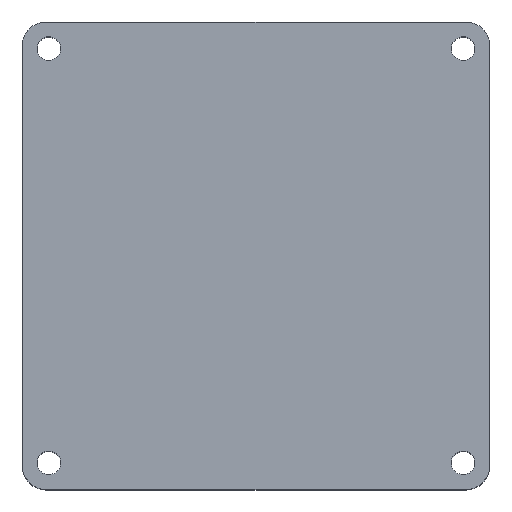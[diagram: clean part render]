
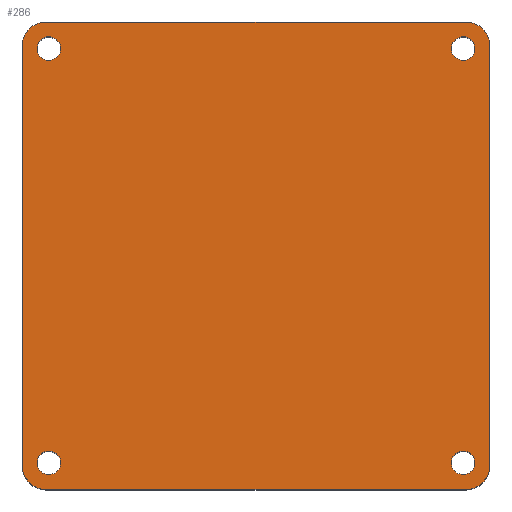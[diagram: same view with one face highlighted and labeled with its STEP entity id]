
A CAD part, top view. The second image highlights one B-rep face of the part: STEP entity #286.
In plain terms, the highlighted planar face has unit normal (0, 0, 1).
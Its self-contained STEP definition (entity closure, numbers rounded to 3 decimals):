
#36 = ORIENTED_EDGE ( 'NONE', *, *, #915, .F. ) ;
#59 = VERTEX_POINT ( 'NONE', #481 ) ;
#65 = AXIS2_PLACEMENT_3D ( 'NONE', #1593, #1316, #195 ) ;
#90 = CARTESIAN_POINT ( 'NONE',  ( 185., 175., 250. ) ) ;
#93 = DIRECTION ( 'NONE',  ( 0., 1., 0. ) ) ;
#126 = ORIENTED_EDGE ( 'NONE', *, *, #255, .T. ) ;
#144 = DIRECTION ( 'NONE',  ( -1., 0., 0. ) ) ;
#153 = DIRECTION ( 'NONE',  ( 0., 0., 1. ) ) ;
#180 = VERTEX_POINT ( 'NONE', #1625 ) ;
#191 = AXIS2_PLACEMENT_3D ( 'NONE', #439, #719, #1535 ) ;
#195 = DIRECTION ( 'NONE',  ( 1., 0., 0. ) ) ;
#209 = VERTEX_POINT ( 'NONE', #1763 ) ;
#230 = ORIENTED_EDGE ( 'NONE', *, *, #1564, .T. ) ;
#236 = VECTOR ( 'NONE', #932, 1000. ) ;
#251 = CIRCLE ( 'NONE', #1500, 20. ) ;
#255 = EDGE_CURVE ( 'NONE', #1651, #209, #1419, .T. ) ;
#276 = CARTESIAN_POINT ( 'NONE',  ( -177.5, -197.5, 250. ) ) ;
#279 = DIRECTION ( 'NONE',  ( 0., 0., 1. ) ) ;
#286 = ADVANCED_FACE ( 'NONE', ( #1140, #1278, #1560, #1033, #1439 ), #814, .F. ) ;
#295 = VERTEX_POINT ( 'NONE', #1337 ) ;
#331 = CARTESIAN_POINT ( 'NONE',  ( -177.5, 197.5, 250. ) ) ;
#349 = ORIENTED_EDGE ( 'NONE', *, *, #489, .F. ) ;
#356 = DIRECTION ( 'NONE',  ( 1., 0., 0. ) ) ;
#366 = CARTESIAN_POINT ( 'NONE',  ( -185., 175., 250. ) ) ;
#381 = EDGE_CURVE ( 'NONE', #855, #402, #790, .T. ) ;
#386 = AXIS2_PLACEMENT_3D ( 'NONE', #397, #1255, #1112 ) ;
#387 = EDGE_LOOP ( 'NONE', ( #36, #1144 ) ) ;
#397 = CARTESIAN_POINT ( 'NONE',  ( -175., 175., 250. ) ) ;
#402 = VERTEX_POINT ( 'NONE', #1616 ) ;
#433 = ORIENTED_EDGE ( 'NONE', *, *, #650, .F. ) ;
#439 = CARTESIAN_POINT ( 'NONE',  ( -175., -175., 250. ) ) ;
#466 = DIRECTION ( 'NONE',  ( 1., 0., 0. ) ) ;
#481 = CARTESIAN_POINT ( 'NONE',  ( -177.5, 197.5, 250. ) ) ;
#482 = LINE ( 'NONE', #1746, #1243 ) ;
#489 = EDGE_CURVE ( 'NONE', #1095, #1234, #959, .T. ) ;
#492 = CARTESIAN_POINT ( 'NONE',  ( 175., -175., 250. ) ) ;
#510 = CIRCLE ( 'NONE', #956, 10. ) ;
#517 = EDGE_CURVE ( 'NONE', #1234, #1095, #1050, .T. ) ;
#526 = ORIENTED_EDGE ( 'NONE', *, *, #381, .T. ) ;
#533 = ORIENTED_EDGE ( 'NONE', *, *, #765, .T. ) ;
#534 = DIRECTION ( 'NONE',  ( 0., 0., 1. ) ) ;
#544 = EDGE_CURVE ( 'NONE', #1421, #1651, #251, .T. ) ;
#570 = DIRECTION ( 'NONE',  ( -1., 0., 0. ) ) ;
#580 = EDGE_LOOP ( 'NONE', ( #730, #969 ) ) ;
#650 = EDGE_CURVE ( 'NONE', #689, #180, #510, .T. ) ;
#660 = AXIS2_PLACEMENT_3D ( 'NONE', #1295, #1697, #1603 ) ;
#662 = EDGE_CURVE ( 'NONE', #799, #1421, #482, .T. ) ;
#664 = ORIENTED_EDGE ( 'NONE', *, *, #1321, .T. ) ;
#678 = CARTESIAN_POINT ( 'NONE',  ( 197.5, 177.5, 250. ) ) ;
#689 = VERTEX_POINT ( 'NONE', #910 ) ;
#719 = DIRECTION ( 'NONE',  ( 0., 0., 1. ) ) ;
#730 = ORIENTED_EDGE ( 'NONE', *, *, #1774, .F. ) ;
#765 = EDGE_CURVE ( 'NONE', #295, #855, #1238, .T. ) ;
#787 = DIRECTION ( 'NONE',  ( 1., 0., 0. ) ) ;
#790 = CIRCLE ( 'NONE', #935, 20. ) ;
#796 = CARTESIAN_POINT ( 'NONE',  ( -197.5, 177.5, 250. ) ) ;
#799 = VERTEX_POINT ( 'NONE', #796 ) ;
#811 = CARTESIAN_POINT ( 'NONE',  ( 165., 175., 250. ) ) ;
#814 = PLANE ( 'NONE',  #1306 ) ;
#837 = VECTOR ( 'NONE', #356, 1000. ) ;
#847 = VERTEX_POINT ( 'NONE', #366 ) ;
#855 = VERTEX_POINT ( 'NONE', #678 ) ;
#906 = CARTESIAN_POINT ( 'NONE',  ( -165., -175., 250. ) ) ;
#910 = CARTESIAN_POINT ( 'NONE',  ( 165., -175., 250. ) ) ;
#915 = EDGE_CURVE ( 'NONE', #1532, #1111, #1365, .T. ) ;
#917 = CIRCLE ( 'NONE', #1390, 10. ) ;
#920 = CIRCLE ( 'NONE', #1116, 20. ) ;
#932 = DIRECTION ( 'NONE',  ( -1., 0., 0. ) ) ;
#935 = AXIS2_PLACEMENT_3D ( 'NONE', #1125, #153, #144 ) ;
#938 = CARTESIAN_POINT ( 'NONE',  ( -177.5, -197.5, 250. ) ) ;
#941 = CARTESIAN_POINT ( 'NONE',  ( 177.5, -177.5, 250. ) ) ;
#953 = DIRECTION ( 'NONE',  ( 1., 0., 0. ) ) ;
#956 = AXIS2_PLACEMENT_3D ( 'NONE', #1311, #1571, #787 ) ;
#959 = CIRCLE ( 'NONE', #1077, 10. ) ;
#960 = ORIENTED_EDGE ( 'NONE', *, *, #544, .T. ) ;
#962 = CARTESIAN_POINT ( 'NONE',  ( 197.5, -177.5, 250. ) ) ;
#963 = ORIENTED_EDGE ( 'NONE', *, *, #517, .F. ) ;
#969 = ORIENTED_EDGE ( 'NONE', *, *, #1682, .F. ) ;
#975 = AXIS2_PLACEMENT_3D ( 'NONE', #941, #534, #953 ) ;
#996 = DIRECTION ( 'NONE',  ( 0., 0., 1. ) ) ;
#1013 = VECTOR ( 'NONE', #93, 1000. ) ;
#1031 = LINE ( 'NONE', #331, #236 ) ;
#1033 = FACE_BOUND ( 'NONE', #1075, .T. ) ;
#1050 = CIRCLE ( 'NONE', #191, 10. ) ;
#1061 = DIRECTION ( 'NONE',  ( 1., 0., 0. ) ) ;
#1068 = CARTESIAN_POINT ( 'NONE',  ( -177.5, -177.5, 250. ) ) ;
#1075 = EDGE_LOOP ( 'NONE', ( #433, #1504 ) ) ;
#1077 = AXIS2_PLACEMENT_3D ( 'NONE', #1543, #996, #1392 ) ;
#1079 = DIRECTION ( 'NONE',  ( 0., 0., 1. ) ) ;
#1092 = CIRCLE ( 'NONE', #660, 10. ) ;
#1095 = VERTEX_POINT ( 'NONE', #906 ) ;
#1111 = VERTEX_POINT ( 'NONE', #90 ) ;
#1112 = DIRECTION ( 'NONE',  ( 1., 0., 0. ) ) ;
#1116 = AXIS2_PLACEMENT_3D ( 'NONE', #1403, #1702, #1547 ) ;
#1117 = CIRCLE ( 'NONE', #65, 10. ) ;
#1120 = EDGE_CURVE ( 'NONE', #180, #689, #917, .T. ) ;
#1124 = CARTESIAN_POINT ( 'NONE',  ( -177.5, -177.5, 250. ) ) ;
#1125 = CARTESIAN_POINT ( 'NONE',  ( 177.5, 177.5, 250. ) ) ;
#1140 = FACE_OUTER_BOUND ( 'NONE', #1724, .T. ) ;
#1144 = ORIENTED_EDGE ( 'NONE', *, *, #1745, .F. ) ;
#1169 = VERTEX_POINT ( 'NONE', #1809 ) ;
#1234 = VERTEX_POINT ( 'NONE', #1816 ) ;
#1238 = LINE ( 'NONE', #962, #1013 ) ;
#1243 = VECTOR ( 'NONE', #1710, 1000. ) ;
#1255 = DIRECTION ( 'NONE',  ( 0., 0., 1. ) ) ;
#1278 = FACE_BOUND ( 'NONE', #580, .T. ) ;
#1295 = CARTESIAN_POINT ( 'NONE',  ( -175., 175., 250. ) ) ;
#1306 = AXIS2_PLACEMENT_3D ( 'NONE', #1068, #1357, #1748 ) ;
#1311 = CARTESIAN_POINT ( 'NONE',  ( 175., -175., 250. ) ) ;
#1316 = DIRECTION ( 'NONE',  ( 0., 0., 1. ) ) ;
#1321 = EDGE_CURVE ( 'NONE', #59, #799, #920, .T. ) ;
#1337 = CARTESIAN_POINT ( 'NONE',  ( 197.5, -177.5, 250. ) ) ;
#1357 = DIRECTION ( 'NONE',  ( 0., 0., -1. ) ) ;
#1365 = CIRCLE ( 'NONE', #1486, 10. ) ;
#1385 = ORIENTED_EDGE ( 'NONE', *, *, #1423, .T. ) ;
#1390 = AXIS2_PLACEMENT_3D ( 'NONE', #492, #1079, #1061 ) ;
#1392 = DIRECTION ( 'NONE',  ( 1., 0., 0. ) ) ;
#1403 = CARTESIAN_POINT ( 'NONE',  ( -177.5, 177.5, 250. ) ) ;
#1407 = CARTESIAN_POINT ( 'NONE',  ( 175., 175., 250. ) ) ;
#1419 = LINE ( 'NONE', #938, #837 ) ;
#1421 = VERTEX_POINT ( 'NONE', #1588 ) ;
#1423 = EDGE_CURVE ( 'NONE', #402, #59, #1031, .T. ) ;
#1439 = FACE_BOUND ( 'NONE', #1575, .T. ) ;
#1486 = AXIS2_PLACEMENT_3D ( 'NONE', #1407, #1720, #466 ) ;
#1500 = AXIS2_PLACEMENT_3D ( 'NONE', #1124, #279, #570 ) ;
#1504 = ORIENTED_EDGE ( 'NONE', *, *, #1120, .F. ) ;
#1515 = CIRCLE ( 'NONE', #975, 20. ) ;
#1532 = VERTEX_POINT ( 'NONE', #811 ) ;
#1535 = DIRECTION ( 'NONE',  ( 1., 0., 0. ) ) ;
#1543 = CARTESIAN_POINT ( 'NONE',  ( -175., -175., 250. ) ) ;
#1547 = DIRECTION ( 'NONE',  ( -1., 0., 0. ) ) ;
#1560 = FACE_BOUND ( 'NONE', #387, .T. ) ;
#1564 = EDGE_CURVE ( 'NONE', #209, #295, #1515, .T. ) ;
#1571 = DIRECTION ( 'NONE',  ( 0., 0., 1. ) ) ;
#1575 = EDGE_LOOP ( 'NONE', ( #963, #349 ) ) ;
#1588 = CARTESIAN_POINT ( 'NONE',  ( -197.5, -177.5, 250. ) ) ;
#1590 = CIRCLE ( 'NONE', #386, 10. ) ;
#1593 = CARTESIAN_POINT ( 'NONE',  ( 175., 175., 250. ) ) ;
#1603 = DIRECTION ( 'NONE',  ( 1., 0., 0. ) ) ;
#1616 = CARTESIAN_POINT ( 'NONE',  ( 177.5, 197.5, 250. ) ) ;
#1625 = CARTESIAN_POINT ( 'NONE',  ( 185., -175., 250. ) ) ;
#1651 = VERTEX_POINT ( 'NONE', #276 ) ;
#1682 = EDGE_CURVE ( 'NONE', #1169, #847, #1590, .T. ) ;
#1697 = DIRECTION ( 'NONE',  ( 0., 0., 1. ) ) ;
#1702 = DIRECTION ( 'NONE',  ( 0., 0., 1. ) ) ;
#1710 = DIRECTION ( 'NONE',  ( 0., -1., 0. ) ) ;
#1720 = DIRECTION ( 'NONE',  ( 0., 0., 1. ) ) ;
#1724 = EDGE_LOOP ( 'NONE', ( #960, #126, #230, #533, #526, #1385, #664, #1792 ) ) ;
#1745 = EDGE_CURVE ( 'NONE', #1111, #1532, #1117, .T. ) ;
#1746 = CARTESIAN_POINT ( 'NONE',  ( -197.5, -177.5, 250. ) ) ;
#1748 = DIRECTION ( 'NONE',  ( -1., 0., 0. ) ) ;
#1763 = CARTESIAN_POINT ( 'NONE',  ( 177.5, -197.5, 250. ) ) ;
#1774 = EDGE_CURVE ( 'NONE', #847, #1169, #1092, .T. ) ;
#1792 = ORIENTED_EDGE ( 'NONE', *, *, #662, .T. ) ;
#1809 = CARTESIAN_POINT ( 'NONE',  ( -165., 175., 250. ) ) ;
#1816 = CARTESIAN_POINT ( 'NONE',  ( -185., -175., 250. ) ) ;
